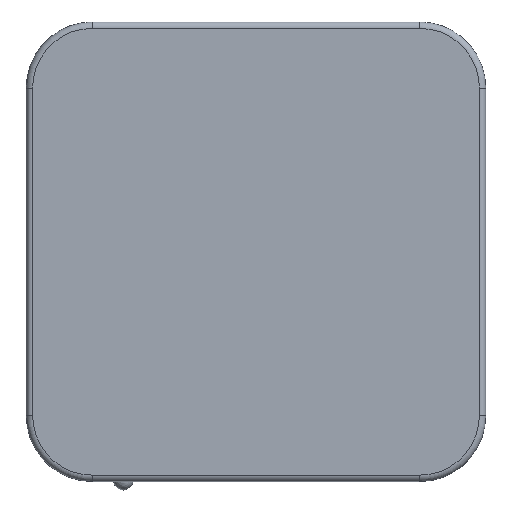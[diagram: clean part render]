
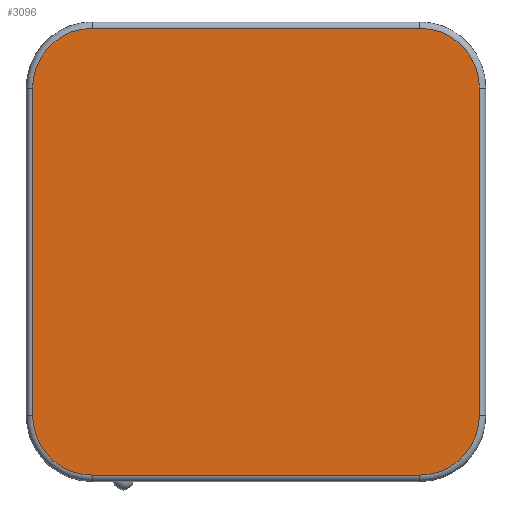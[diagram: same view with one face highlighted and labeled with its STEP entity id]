
A CAD part, front view. The second image highlights one B-rep face of the part: STEP entity #3096.
In plain terms, the highlighted planar face has unit normal (0, -1, 0).
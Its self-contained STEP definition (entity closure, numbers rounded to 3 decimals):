
#287 = DIRECTION ( 'NONE',  ( 0., 0., -1. ) ) ;
#488 = DIRECTION ( 'NONE',  ( 0., 0., -1. ) ) ;
#987 = VERTEX_POINT ( 'NONE', #2794 ) ;
#1019 = ORIENTED_EDGE ( 'NONE', *, *, #9260, .T. ) ;
#1110 = ORIENTED_EDGE ( 'NONE', *, *, #2440, .T. ) ;
#1862 = VECTOR ( 'NONE', #10289, 1000. ) ;
#1932 = CARTESIAN_POINT ( 'NONE',  ( -35., -6., -25.648 ) ) ;
#1960 = VERTEX_POINT ( 'NONE', #9389 ) ;
#2109 = CARTESIAN_POINT ( 'NONE',  ( 25.648, -6., 25.648 ) ) ;
#2198 = DIRECTION ( 'NONE',  ( 0., -1., 0. ) ) ;
#2274 = EDGE_CURVE ( 'NONE', #987, #4973, #3906, .T. ) ;
#2399 = AXIS2_PLACEMENT_3D ( 'NONE', #9183, #7481, #488 ) ;
#2409 = CARTESIAN_POINT ( 'NONE',  ( 25.648, -6., -35. ) ) ;
#2440 = EDGE_CURVE ( 'NONE', #1960, #2847, #10574, .T. ) ;
#2794 = CARTESIAN_POINT ( 'NONE',  ( 25.648, -6., -35. ) ) ;
#2809 = VERTEX_POINT ( 'NONE', #6813 ) ;
#2847 = VERTEX_POINT ( 'NONE', #7832 ) ;
#2892 = DIRECTION ( 'NONE',  ( 0., 0., -1. ) ) ;
#3096 = ADVANCED_FACE ( 'NONE', ( #8397 ), #4745, .T. ) ;
#3365 = DIRECTION ( 'NONE',  ( -1., 0., 0. ) ) ;
#3377 = LINE ( 'NONE', #2409, #6078 ) ;
#3425 = ORIENTED_EDGE ( 'NONE', *, *, #4574, .T. ) ;
#3640 = CIRCLE ( 'NONE', #2399, 9.352 ) ;
#3768 = LINE ( 'NONE', #1932, #11137 ) ;
#3799 = CARTESIAN_POINT ( 'NONE',  ( 35., -6., 25.648 ) ) ;
#3906 = CIRCLE ( 'NONE', #9450, 9.352 ) ;
#4012 = CIRCLE ( 'NONE', #8011, 9.352 ) ;
#4100 = EDGE_LOOP ( 'NONE', ( #1110, #8926, #6749, #4168, #3425, #8312, #1019, #11596 ) ) ;
#4168 = ORIENTED_EDGE ( 'NONE', *, *, #5614, .T. ) ;
#4273 = LINE ( 'NONE', #3799, #1862 ) ;
#4574 = EDGE_CURVE ( 'NONE', #9486, #2809, #4012, .T. ) ;
#4701 = DIRECTION ( 'NONE',  ( 0., 0., -1. ) ) ;
#4745 = PLANE ( 'NONE',  #10148 ) ;
#4970 = LINE ( 'NONE', #10636, #7799 ) ;
#4973 = VERTEX_POINT ( 'NONE', #10614 ) ;
#5379 = EDGE_CURVE ( 'NONE', #2809, #9623, #4970, .T. ) ;
#5614 = EDGE_CURVE ( 'NONE', #4973, #9486, #4273, .T. ) ;
#5694 = CARTESIAN_POINT ( 'NONE',  ( 25.648, -6., -25.648 ) ) ;
#6078 = VECTOR ( 'NONE', #10377, 1000. ) ;
#6749 = ORIENTED_EDGE ( 'NONE', *, *, #2274, .T. ) ;
#6813 = CARTESIAN_POINT ( 'NONE',  ( 25.648, -6., 35. ) ) ;
#6876 = CARTESIAN_POINT ( 'NONE',  ( -25.648, -6., 35. ) ) ;
#7290 = DIRECTION ( 'NONE',  ( 0., -1., 0. ) ) ;
#7439 = CARTESIAN_POINT ( 'NONE',  ( 25.648, -6., -25.648 ) ) ;
#7481 = DIRECTION ( 'NONE',  ( 0., -1., 0. ) ) ;
#7643 = CARTESIAN_POINT ( 'NONE',  ( -35., -6., 25.648 ) ) ;
#7799 = VECTOR ( 'NONE', #3365, 1000. ) ;
#7800 = VERTEX_POINT ( 'NONE', #7643 ) ;
#7832 = CARTESIAN_POINT ( 'NONE',  ( -25.648, -6., -35. ) ) ;
#8011 = AXIS2_PLACEMENT_3D ( 'NONE', #2109, #2198, #11247 ) ;
#8185 = CARTESIAN_POINT ( 'NONE',  ( 35., -6., 25.648 ) ) ;
#8312 = ORIENTED_EDGE ( 'NONE', *, *, #5379, .T. ) ;
#8357 = EDGE_CURVE ( 'NONE', #2847, #987, #3377, .T. ) ;
#8397 = FACE_OUTER_BOUND ( 'NONE', #4100, .T. ) ;
#8926 = ORIENTED_EDGE ( 'NONE', *, *, #8357, .T. ) ;
#9183 = CARTESIAN_POINT ( 'NONE',  ( -25.648, -6., 25.648 ) ) ;
#9257 = DIRECTION ( 'NONE',  ( 0., -1., 0. ) ) ;
#9260 = EDGE_CURVE ( 'NONE', #9623, #7800, #3640, .T. ) ;
#9389 = CARTESIAN_POINT ( 'NONE',  ( -35., -6., -25.648 ) ) ;
#9450 = AXIS2_PLACEMENT_3D ( 'NONE', #7439, #7290, #4701 ) ;
#9486 = VERTEX_POINT ( 'NONE', #8185 ) ;
#9541 = AXIS2_PLACEMENT_3D ( 'NONE', #10925, #9962, #10966 ) ;
#9623 = VERTEX_POINT ( 'NONE', #6876 ) ;
#9962 = DIRECTION ( 'NONE',  ( 0., -1., 0. ) ) ;
#10148 = AXIS2_PLACEMENT_3D ( 'NONE', #5694, #9257, #287 ) ;
#10289 = DIRECTION ( 'NONE',  ( 0., 0., 1. ) ) ;
#10377 = DIRECTION ( 'NONE',  ( 1., 0., 0. ) ) ;
#10574 = CIRCLE ( 'NONE', #9541, 9.352 ) ;
#10614 = CARTESIAN_POINT ( 'NONE',  ( 35., -6., -25.648 ) ) ;
#10636 = CARTESIAN_POINT ( 'NONE',  ( -25.648, -6., 35. ) ) ;
#10733 = EDGE_CURVE ( 'NONE', #7800, #1960, #3768, .T. ) ;
#10925 = CARTESIAN_POINT ( 'NONE',  ( -25.648, -6., -25.648 ) ) ;
#10966 = DIRECTION ( 'NONE',  ( 0., 0., -1. ) ) ;
#11137 = VECTOR ( 'NONE', #2892, 1000. ) ;
#11247 = DIRECTION ( 'NONE',  ( 0., 0., -1. ) ) ;
#11596 = ORIENTED_EDGE ( 'NONE', *, *, #10733, .T. ) ;
